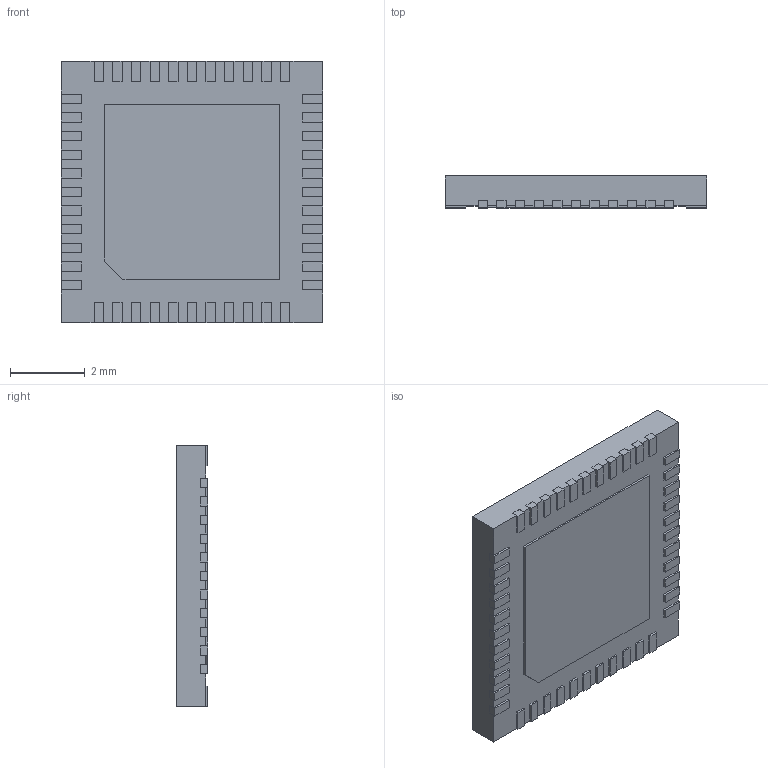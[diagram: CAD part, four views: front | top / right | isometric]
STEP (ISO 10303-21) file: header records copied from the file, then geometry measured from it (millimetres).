
FILE_DESCRIPTION (( 'STEP AP214' ), '1' );
FILE_NAME ('User Library-QFN 44.STEP', '2020-12-23T17:51:43', ( '' ), ( '' ), 'SwSTEP 2.0', 'SolidWorks 2020', '' );
FILE_SCHEMA (( 'AUTOMOTIVE_DESIGN' ));
Length unit declared in the file: millimetre
Products named in the file (1): User Library-QFN 44
Bounding box: 7 x 0.85 x 7 mm (x, y, z)
Volume: 40.6 mm3; surface area: 125 mm2
Topology: 1 solids, 1 shells, 349 faces, 1011 edges, 674 vertices
Faces by surface type: plane 337, bspline 10, cone 2
Entity records: 12043 total; most frequent: CARTESIAN_POINT 2733, ORIENTED_EDGE 2022, DIRECTION 1675, EDGE_CURVE 1011, LINE 987, VECTOR 987, VERTEX_POINT 674, EDGE_LOOP 359
